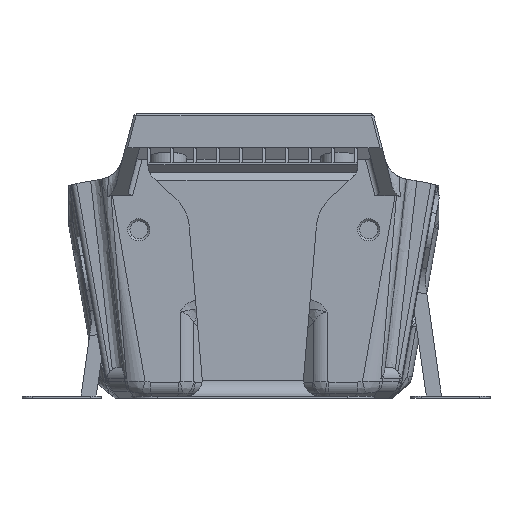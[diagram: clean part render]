
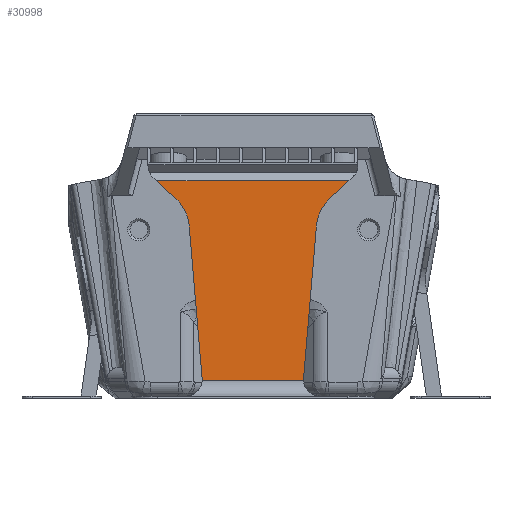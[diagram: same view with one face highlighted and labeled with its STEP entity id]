
A CAD part, front view. The second image highlights one B-rep face of the part: STEP entity #30998.
In plain terms, the highlighted planar face has unit normal (0, -1, 0).
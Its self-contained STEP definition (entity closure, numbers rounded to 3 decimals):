
#1372=CIRCLE('',#33009,3.);
#1373=CIRCLE('',#33010,3.);
#1374=CIRCLE('',#33011,8.);
#1375=CIRCLE('',#33012,8.);
#4412=ORIENTED_EDGE('',*,*,#13306,.T.);
#4413=ORIENTED_EDGE('',*,*,#13307,.T.);
#4414=ORIENTED_EDGE('',*,*,#13308,.T.);
#4415=ORIENTED_EDGE('',*,*,#13304,.F.);
#4416=ORIENTED_EDGE('',*,*,#13309,.T.);
#4417=ORIENTED_EDGE('',*,*,#13310,.T.);
#4418=ORIENTED_EDGE('',*,*,#13311,.F.);
#4419=ORIENTED_EDGE('',*,*,#13312,.F.);
#4420=ORIENTED_EDGE('',*,*,#13313,.T.);
#4421=ORIENTED_EDGE('',*,*,#13314,.T.);
#13304=EDGE_CURVE('',#17860,#17861,#20860,.T.);
#13306=EDGE_CURVE('',#17862,#17863,#1372,.T.);
#13307=EDGE_CURVE('',#17863,#17864,#20862,.F.);
#13308=EDGE_CURVE('',#17864,#17861,#1373,.T.);
#13309=EDGE_CURVE('',#17860,#17865,#1374,.T.);
#13310=EDGE_CURVE('',#17865,#17866,#20863,.T.);
#13311=EDGE_CURVE('',#17867,#17866,#20864,.T.);
#13312=EDGE_CURVE('',#17868,#17867,#20865,.T.);
#13313=EDGE_CURVE('',#17868,#17869,#1375,.T.);
#13314=EDGE_CURVE('',#17869,#17862,#20866,.T.);
#17860=VERTEX_POINT('',#47015);
#17861=VERTEX_POINT('',#47017);
#17862=VERTEX_POINT('',#47021);
#17863=VERTEX_POINT('',#47022);
#17864=VERTEX_POINT('',#47024);
#17865=VERTEX_POINT('',#47027);
#17866=VERTEX_POINT('',#47029);
#17867=VERTEX_POINT('',#47031);
#17868=VERTEX_POINT('',#47033);
#17869=VERTEX_POINT('',#47035);
#20860=LINE('',#47016,#23591);
#20862=LINE('',#47023,#23593);
#20863=LINE('',#47028,#23594);
#20864=LINE('',#47030,#23595);
#20865=LINE('',#47032,#23596);
#20866=LINE('',#47036,#23597);
#23591=VECTOR('',#36619,1000.);
#23593=VECTOR('',#36625,1000.);
#23594=VECTOR('',#36630,1000.);
#23595=VECTOR('',#36631,1000.);
#23596=VECTOR('',#36632,1000.);
#23597=VECTOR('',#36635,1000.);
#26229=EDGE_LOOP('',(#4412,#4413,#4414,#4415,#4416,#4417,#4418,#4419,#4420,
#4421));
#28156=FACE_BOUND('',#26229,.T.);
#29945=PLANE('',#33008);
#30998=ADVANCED_FACE('',(#28156),#29945,.F.);
#33008=AXIS2_PLACEMENT_3D('',#47019,#36621,#36622);
#33009=AXIS2_PLACEMENT_3D('',#47020,#36623,#36624);
#33010=AXIS2_PLACEMENT_3D('',#47025,#36626,#36627);
#33011=AXIS2_PLACEMENT_3D('',#47026,#36628,#36629);
#33012=AXIS2_PLACEMENT_3D('',#47034,#36633,#36634);
#36619=DIRECTION('',(-0.084,0.,-0.996));
#36621=DIRECTION('',(0.,1.,0.));
#36622=DIRECTION('',(0.,0.,1.));
#36623=DIRECTION('',(0.,1.,0.));
#36624=DIRECTION('',(0.,0.,1.));
#36625=DIRECTION('',(-1.,0.,0.));
#36626=DIRECTION('',(0.,1.,0.));
#36627=DIRECTION('',(0.,0.,1.));
#36628=DIRECTION('',(0.,1.,0.));
#36629=DIRECTION('',(0.,0.,1.));
#36630=DIRECTION('',(0.731,0.,0.682));
#36631=DIRECTION('',(1.,0.,0.));
#36632=DIRECTION('',(-0.731,0.,0.682));
#36633=DIRECTION('',(0.,1.,0.));
#36634=DIRECTION('',(0.,0.,1.));
#36635=DIRECTION('',(0.084,0.,-0.996));
#47015=CARTESIAN_POINT('',(11.856,-32.314,32.579));
#47016=CARTESIAN_POINT('',(36.482,-32.314,324.724));
#47017=CARTESIAN_POINT('',(9.418,-32.314,3.652));
#47019=CARTESIAN_POINT('',(0.,-32.314,327.8));
#47020=CARTESIAN_POINT('',(-12.767,-32.314,3.4));
#47021=CARTESIAN_POINT('',(-9.777,-32.314,3.652));
#47022=CARTESIAN_POINT('',(-9.767,-32.314,3.4));
#47023=CARTESIAN_POINT('',(9.143,-32.314,3.4));
#47024=CARTESIAN_POINT('',(9.407,-32.314,3.4));
#47025=CARTESIAN_POINT('',(12.407,-32.314,3.4));
#47026=CARTESIAN_POINT('',(19.828,-32.314,31.907));
#47027=CARTESIAN_POINT('',(14.372,-32.314,37.757));
#47028=CARTESIAN_POINT('',(16.736,-32.314,39.963));
#47029=CARTESIAN_POINT('',(17.982,-32.314,41.124));
#47030=CARTESIAN_POINT('',(-65.369,-32.314,41.124));
#47031=CARTESIAN_POINT('',(-18.341,-32.314,41.124));
#47032=CARTESIAN_POINT('',(-17.096,-32.314,39.963));
#47033=CARTESIAN_POINT('',(-14.731,-32.314,37.757));
#47034=CARTESIAN_POINT('',(-20.187,-32.314,31.907));
#47035=CARTESIAN_POINT('',(-12.216,-32.314,32.579));
#47036=CARTESIAN_POINT('',(-36.839,-32.314,324.694));
